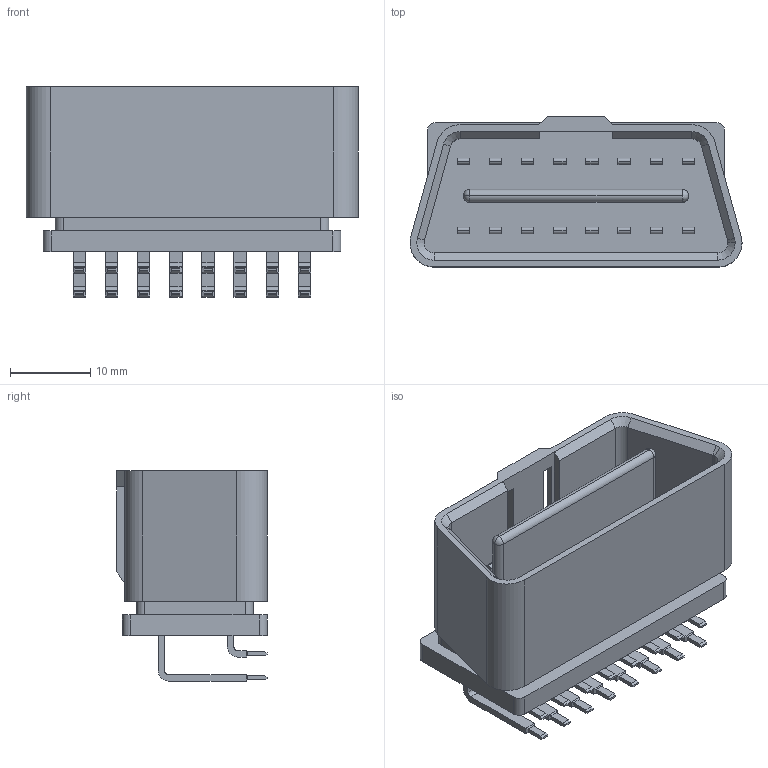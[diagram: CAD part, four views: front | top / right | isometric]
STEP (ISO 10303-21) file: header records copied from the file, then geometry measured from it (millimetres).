
FILE_DESCRIPTION (( 'STEP AP214' ), '1' );
FILE_NAME ('C-OBD-II-16M.STEP', '2021-01-25T12:33:29', ( '' ), ( '' ), 'SwSTEP 2.0', 'SolidWorks 2017', '' );
FILE_SCHEMA (( 'AUTOMOTIVE_DESIGN' ));
Length unit declared in the file: millimetre
Products named in the file (2): C-OBD-II-16M
Assembly tree (1 placements, depth 2):
  C-OBD-II-16M
    C-OBD-II-16M
Bounding box: 41.29 x 18.7 x 26.15 mm (x, y, z)
Volume: 7376.6 mm3; surface area: 8285.9 mm2
Topology: 17 solids, 17 shells, 475 faces, 1176 edges, 733 vertices
Faces by surface type: plane 380, cylinder 87, cone 5, sphere 3
Entity records: 14008 total; most frequent: CARTESIAN_POINT 2384, ORIENTED_EDGE 2344, DIRECTION 2310, EDGE_CURVE 1172, VECTOR 992, LINE 992, VERTEX_POINT 733, AXIS2_PLACEMENT_3D 659
